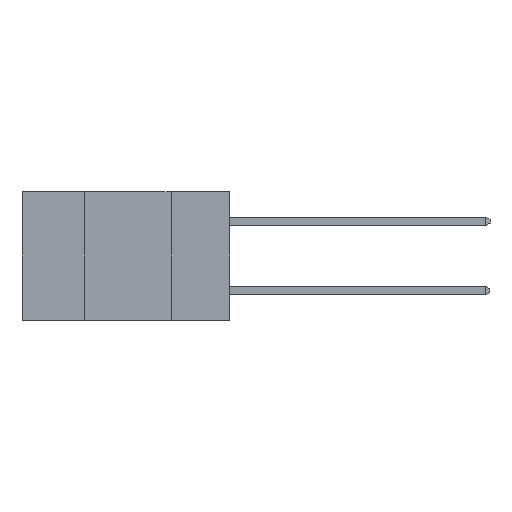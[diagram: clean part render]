
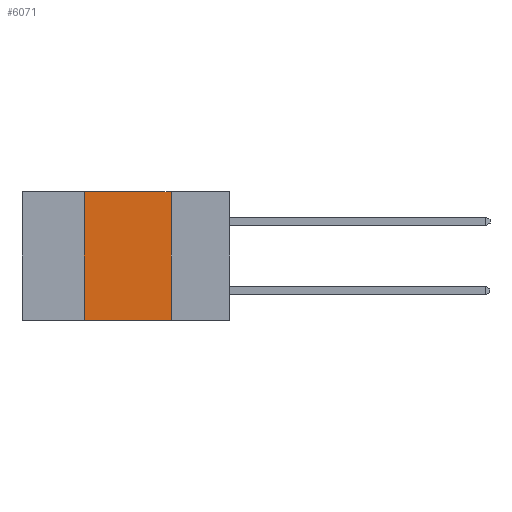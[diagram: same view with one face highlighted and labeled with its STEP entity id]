
A CAD part, left-side view. The second image highlights one B-rep face of the part: STEP entity #6071.
In plain terms, the highlighted planar face has unit normal (-1, 0, 0).
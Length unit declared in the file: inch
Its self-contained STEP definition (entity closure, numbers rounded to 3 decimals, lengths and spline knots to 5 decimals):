
#97 = CARTESIAN_POINT ( 'NONE',  ( 0., 0.17, 0. ) ) ;
#221 = CARTESIAN_POINT ( 'NONE',  ( 0., 0.17, -0.37 ) ) ;
#347 = DIRECTION ( 'NONE',  ( 0., 0., -1. ) ) ;
#1157 = VERTEX_POINT ( 'NONE', #13749 ) ;
#1976 = VERTEX_POINT ( 'NONE', #16860 ) ;
#3200 = DIRECTION ( 'NONE',  ( 0., -1., 0. ) ) ;
#4806 = ORIENTED_EDGE ( 'NONE', *, *, #17234, .F. ) ;
#5435 = VECTOR ( 'NONE', #19223, 39.37008 ) ;
#5929 = EDGE_CURVE ( 'NONE', #1157, #8005, #20318, .T. ) ;
#6071 = ADVANCED_FACE ( 'NONE', ( #6442 ), #6763, .F. ) ;
#6442 = FACE_OUTER_BOUND ( 'NONE', #18065, .T. ) ;
#6736 = CARTESIAN_POINT ( 'NONE',  ( 0., 0.6, 0. ) ) ;
#6763 = PLANE ( 'NONE',  #14224 ) ;
#6784 = EDGE_CURVE ( 'NONE', #1976, #15300, #13905, .T. ) ;
#6867 = EDGE_CURVE ( 'NONE', #1157, #1976, #16078, .T. ) ;
#8005 = VERTEX_POINT ( 'NONE', #221 ) ;
#8909 = VECTOR ( 'NONE', #3200, 39.37008 ) ;
#9938 = DIRECTION ( 'NONE',  ( 1., 0., 0. ) ) ;
#11079 = CARTESIAN_POINT ( 'NONE',  ( 0., 0.17, 0. ) ) ;
#11710 = DIRECTION ( 'NONE',  ( 0., 0., 1. ) ) ;
#12798 = CARTESIAN_POINT ( 'NONE',  ( 0., 0.6, -0.37 ) ) ;
#12886 = DIRECTION ( 'NONE',  ( 0., 0., -1. ) ) ;
#13295 = ORIENTED_EDGE ( 'NONE', *, *, #6784, .F. ) ;
#13749 = CARTESIAN_POINT ( 'NONE',  ( 0., 0.42, -0.37 ) ) ;
#13905 = LINE ( 'NONE', #6736, #5435 ) ;
#14224 = AXIS2_PLACEMENT_3D ( 'NONE', #16205, #9938, #347 ) ;
#15240 = ORIENTED_EDGE ( 'NONE', *, *, #6867, .F. ) ;
#15300 = VERTEX_POINT ( 'NONE', #11079 ) ;
#15357 = LINE ( 'NONE', #97, #18923 ) ;
#15738 = ORIENTED_EDGE ( 'NONE', *, *, #5929, .T. ) ;
#16078 = LINE ( 'NONE', #17882, #20076 ) ;
#16205 = CARTESIAN_POINT ( 'NONE',  ( 0., 0.6, 0. ) ) ;
#16860 = CARTESIAN_POINT ( 'NONE',  ( 0., 0.42, 0. ) ) ;
#17234 = EDGE_CURVE ( 'NONE', #15300, #8005, #15357, .T. ) ;
#17882 = CARTESIAN_POINT ( 'NONE',  ( 0., 0.42, 0. ) ) ;
#18065 = EDGE_LOOP ( 'NONE', ( #4806, #13295, #15240, #15738 ) ) ;
#18923 = VECTOR ( 'NONE', #12886, 39.37008 ) ;
#19223 = DIRECTION ( 'NONE',  ( 0., -1., 0. ) ) ;
#20076 = VECTOR ( 'NONE', #11710, 39.37008 ) ;
#20318 = LINE ( 'NONE', #12798, #8909 ) ;
